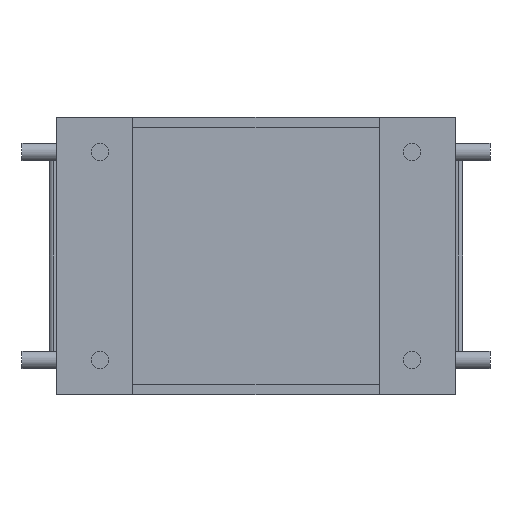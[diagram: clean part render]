
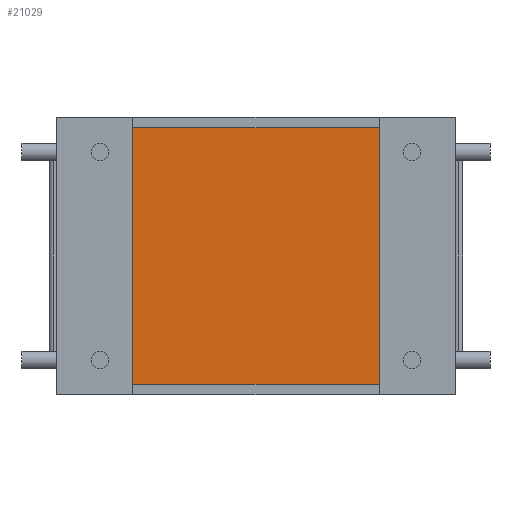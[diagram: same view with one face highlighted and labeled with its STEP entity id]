
A CAD part, front view. The second image highlights one B-rep face of the part: STEP entity #21029.
In plain terms, the highlighted planar face has unit normal (0, -1, 0).
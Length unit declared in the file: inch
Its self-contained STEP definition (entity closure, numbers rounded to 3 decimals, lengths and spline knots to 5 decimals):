
#7343=DIRECTION('',(0.,0.,1.));
#7344=VECTOR('',#7343,0.74);
#7345=CARTESIAN_POINT('',(-0.355,-0.83,-0.37));
#7346=LINE('',#7345,#7344);
#7347=DIRECTION('',(1.,0.,0.));
#7348=VECTOR('',#7347,0.71);
#7349=CARTESIAN_POINT('',(-0.355,-0.83,0.37));
#7350=LINE('',#7349,#7348);
#7351=DIRECTION('',(1.,0.,0.));
#7352=VECTOR('',#7351,0.71);
#7353=CARTESIAN_POINT('',(-0.355,-0.83,-0.37));
#7354=LINE('',#7353,#7352);
#7415=DIRECTION('',(0.,0.,1.));
#7416=VECTOR('',#7415,0.74);
#7417=CARTESIAN_POINT('',(0.355,-0.83,-0.37));
#7418=LINE('',#7417,#7416);
#9495=CARTESIAN_POINT('',(-0.355,-0.83,-0.37));
#9496=CARTESIAN_POINT('',(-0.355,-0.83,0.37));
#9497=VERTEX_POINT('',#9495);
#9498=VERTEX_POINT('',#9496);
#9499=CARTESIAN_POINT('',(0.355,-0.83,-0.37));
#9500=CARTESIAN_POINT('',(0.355,-0.83,0.37));
#9501=VERTEX_POINT('',#9499);
#9502=VERTEX_POINT('',#9500);
#21015=CARTESIAN_POINT('',(-0.355,-0.83,-0.4));
#21016=DIRECTION('',(0.,-1.,0.));
#21017=DIRECTION('',(1.,0.,0.));
#21018=AXIS2_PLACEMENT_3D('',#21015,#21016,#21017);
#21019=PLANE('',#21018);
#21020=ORIENTED_EDGE('',*,*,#20997,.T.);
#21022=ORIENTED_EDGE('',*,*,#21021,.T.);
#21024=ORIENTED_EDGE('',*,*,#21023,.F.);
#21026=ORIENTED_EDGE('',*,*,#21025,.F.);
#21027=EDGE_LOOP('',(#21020,#21022,#21024,#21026));
#21028=FACE_OUTER_BOUND('',#21027,.F.);
#20997=EDGE_CURVE('',#9497,#9498,#7346,.T.);
#21021=EDGE_CURVE('',#9498,#9502,#7350,.T.);
#21023=EDGE_CURVE('',#9501,#9502,#7418,.T.);
#21025=EDGE_CURVE('',#9497,#9501,#7354,.T.);
#21029=ADVANCED_FACE('',(#21028),#21019,.T.);
